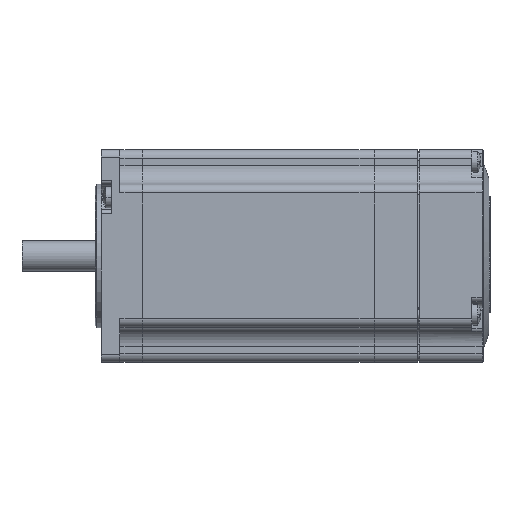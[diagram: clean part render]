
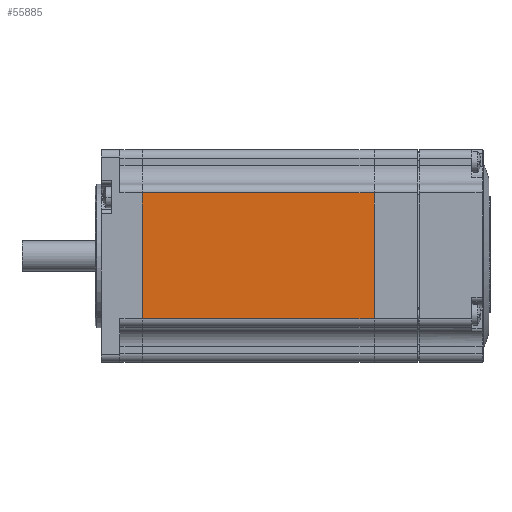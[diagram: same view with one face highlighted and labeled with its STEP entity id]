
A CAD part, top view. The second image highlights one B-rep face of the part: STEP entity #55885.
In plain terms, the highlighted planar face has unit normal (0, 0, 1).
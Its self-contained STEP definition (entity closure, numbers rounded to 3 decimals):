
#6728 = LINE ( 'NONE', #75945, #33120 ) ;
#9683 = ORIENTED_EDGE ( 'NONE', *, *, #36026, .F. ) ;
#10201 = EDGE_CURVE ( 'NONE', #69961, #109383, #6728, .T. ) ;
#13715 = AXIS2_PLACEMENT_3D ( 'NONE', #68668, #18106, #26603 ) ;
#16260 = ORIENTED_EDGE ( 'NONE', *, *, #89106, .T. ) ;
#18106 = DIRECTION ( 'NONE',  ( 0., 0., -1. ) ) ;
#26603 = DIRECTION ( 'NONE',  ( 1., 0., 0. ) ) ;
#28041 = PLANE ( 'NONE',  #13715 ) ;
#29478 = CARTESIAN_POINT ( 'NONE',  ( 61.5, -54.4, 56.4 ) ) ;
#31402 = EDGE_CURVE ( 'NONE', #82686, #109383, #39518, .T. ) ;
#33120 = VECTOR ( 'NONE', #43530, 1000. ) ;
#35844 = DIRECTION ( 'NONE',  ( 0., -1., 0. ) ) ;
#36026 = EDGE_CURVE ( 'NONE', #108822, #69961, #45158, .T. ) ;
#38353 = DIRECTION ( 'NONE',  ( 0., -1., 0. ) ) ;
#39518 = LINE ( 'NONE', #61316, #106775 ) ;
#42762 = FACE_OUTER_BOUND ( 'NONE', #55520, .T. ) ;
#43530 = DIRECTION ( 'NONE',  ( -1., 0., 0. ) ) ;
#43603 = ORIENTED_EDGE ( 'NONE', *, *, #31402, .T. ) ;
#43816 = VECTOR ( 'NONE', #38353, 1000. ) ;
#45158 = LINE ( 'NONE', #29478, #43816 ) ;
#54042 = CARTESIAN_POINT ( 'NONE',  ( -13.5, -11.5, 56.4 ) ) ;
#55520 = EDGE_LOOP ( 'NONE', ( #97523, #9683, #16260, #43603 ) ) ;
#55885 = ADVANCED_FACE ( 'NONE', ( #42762 ), #28041, .F. ) ;
#61316 = CARTESIAN_POINT ( 'NONE',  ( 0., -54.4, 56.4 ) ) ;
#61827 = DIRECTION ( 'NONE',  ( -1., 0., 0. ) ) ;
#62517 = LINE ( 'NONE', #54042, #84924 ) ;
#67826 = CARTESIAN_POINT ( 'NONE',  ( 61.5, -11.5, 56.4 ) ) ;
#68668 = CARTESIAN_POINT ( 'NONE',  ( 61.5, -54.4, 56.4 ) ) ;
#69961 = VERTEX_POINT ( 'NONE', #83814 ) ;
#71743 = CARTESIAN_POINT ( 'NONE',  ( 0., -11.5, 56.4 ) ) ;
#75945 = CARTESIAN_POINT ( 'NONE',  ( -13.5, -44.9, 56.4 ) ) ;
#82686 = VERTEX_POINT ( 'NONE', #71743 ) ;
#83814 = CARTESIAN_POINT ( 'NONE',  ( 61.5, -44.9, 56.4 ) ) ;
#84924 = VECTOR ( 'NONE', #61827, 1000. ) ;
#85024 = CARTESIAN_POINT ( 'NONE',  ( 0., -44.9, 56.4 ) ) ;
#89106 = EDGE_CURVE ( 'NONE', #108822, #82686, #62517, .T. ) ;
#97523 = ORIENTED_EDGE ( 'NONE', *, *, #10201, .F. ) ;
#106775 = VECTOR ( 'NONE', #35844, 1000. ) ;
#108822 = VERTEX_POINT ( 'NONE', #67826 ) ;
#109383 = VERTEX_POINT ( 'NONE', #85024 ) ;
